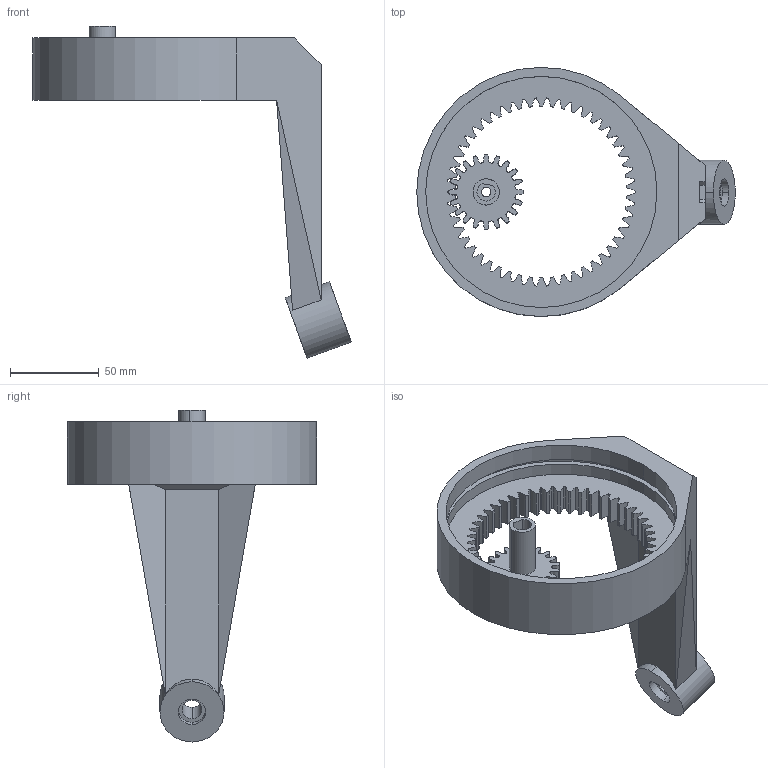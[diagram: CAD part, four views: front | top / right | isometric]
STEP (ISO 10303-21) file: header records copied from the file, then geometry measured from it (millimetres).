
FILE_DESCRIPTION (( 'STEP AP203' ), '1' );
FILE_NAME ('ÄöºÏÐ£ºË.STEP', '2025-04-05T09:30:26', ( '' ), ( '' ), 'SwSTEP 2.0', 'SolidWorks 2020', '' );
FILE_SCHEMA (( 'CONFIG_CONTROL_DESIGN' ));
Length unit declared in the file: millimetre
Products named in the file (3): 祡雄裝1; 蘚磁苺瞄; 菁脯萇儂喘謫粣
Assembly tree (2 placements, depth 2):
  蘚磁苺瞄
    祡雄裝1
    菁脯萇儂喘謫粣
Bounding box: 178.95 x 140 x 186.53 mm (x, y, z)
Volume: 303506.5 mm3; surface area: 81020.6 mm2
Topology: 2 solids, 2 shells, 390 faces, 1125 edges, 748 vertices
Faces by surface type: cylinder 218, bspline 140, plane 32
Entity records: 22256 total; most frequent: CARTESIAN_POINT 12244, ORIENTED_EDGE 2250, DIRECTION 1783, EDGE_CURVE 1125, VERTEX_POINT 748, AXIS2_PLACEMENT_3D 689, CIRCLE 434, EDGE_LOOP 407
